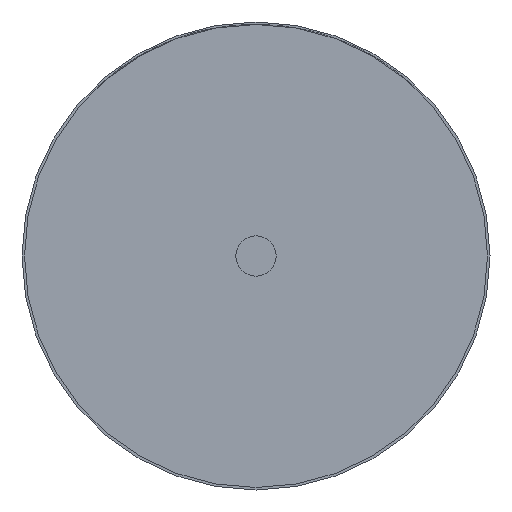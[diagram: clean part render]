
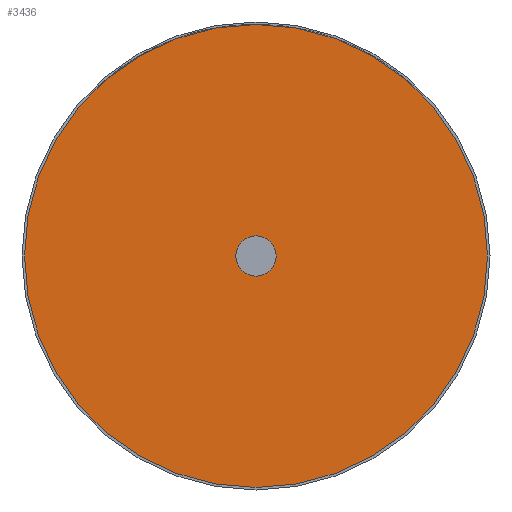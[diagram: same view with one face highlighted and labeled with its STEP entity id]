
A CAD part, front view. The second image highlights one B-rep face of the part: STEP entity #3436.
In plain terms, the highlighted planar face has unit normal (0, -1, 0).
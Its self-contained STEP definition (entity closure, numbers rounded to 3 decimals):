
#4 = DIRECTION ( 'NONE',  ( 0., 0., 1. ) ) ;
#67 = AXIS2_PLACEMENT_3D ( 'NONE', #1030, #1723, #3447 ) ;
#217 = AXIS2_PLACEMENT_3D ( 'NONE', #996, #1671, #4 ) ;
#268 = CARTESIAN_POINT ( 'NONE',  ( 0., 0., 0. ) ) ;
#348 = CIRCLE ( 'NONE', #2874, 69. ) ;
#349 = ORIENTED_EDGE ( 'NONE', *, *, #3658, .F. ) ;
#495 = ORIENTED_EDGE ( 'NONE', *, *, #2581, .F. ) ;
#529 = CARTESIAN_POINT ( 'NONE',  ( 0., 0., 0. ) ) ;
#675 = AXIS2_PLACEMENT_3D ( 'NONE', #529, #1844, #2933 ) ;
#682 = DIRECTION ( 'NONE',  ( 0., 0., 1. ) ) ;
#964 = CIRCLE ( 'NONE', #2041, 6. ) ;
#966 = EDGE_LOOP ( 'NONE', ( #2870, #2257 ) ) ;
#996 = CARTESIAN_POINT ( 'NONE',  ( 0., 0., 0. ) ) ;
#1030 = CARTESIAN_POINT ( 'NONE',  ( 0., 0., 0. ) ) ;
#1132 = FACE_OUTER_BOUND ( 'NONE', #966, .T. ) ;
#1160 = EDGE_CURVE ( 'NONE', #4241, #3180, #348, .T. ) ;
#1498 = CARTESIAN_POINT ( 'NONE',  ( 0., 0., 69. ) ) ;
#1557 = CIRCLE ( 'NONE', #217, 6. ) ;
#1656 = EDGE_LOOP ( 'NONE', ( #349, #495 ) ) ;
#1671 = DIRECTION ( 'NONE',  ( 0., -1., 0. ) ) ;
#1723 = DIRECTION ( 'NONE',  ( 0., 1., 0. ) ) ;
#1744 = CIRCLE ( 'NONE', #67, 69. ) ;
#1824 = FACE_BOUND ( 'NONE', #1656, .T. ) ;
#1844 = DIRECTION ( 'NONE',  ( 0., 1., 0. ) ) ;
#2041 = AXIS2_PLACEMENT_3D ( 'NONE', #268, #4346, #2284 ) ;
#2047 = DIRECTION ( 'NONE',  ( 0., 1., 0. ) ) ;
#2257 = ORIENTED_EDGE ( 'NONE', *, *, #1160, .F. ) ;
#2284 = DIRECTION ( 'NONE',  ( 0., 0., 1. ) ) ;
#2421 = VERTEX_POINT ( 'NONE', #4016 ) ;
#2581 = EDGE_CURVE ( 'NONE', #2421, #2854, #1557, .T. ) ;
#2736 = CARTESIAN_POINT ( 'NONE',  ( 0., 0., 0. ) ) ;
#2854 = VERTEX_POINT ( 'NONE', #2902 ) ;
#2870 = ORIENTED_EDGE ( 'NONE', *, *, #4393, .F. ) ;
#2874 = AXIS2_PLACEMENT_3D ( 'NONE', #2736, #2047, #682 ) ;
#2902 = CARTESIAN_POINT ( 'NONE',  ( 0., 0., 6. ) ) ;
#2933 = DIRECTION ( 'NONE',  ( 0., 0., 1. ) ) ;
#3125 = CARTESIAN_POINT ( 'NONE',  ( 0., 0., -69. ) ) ;
#3180 = VERTEX_POINT ( 'NONE', #3125 ) ;
#3436 = ADVANCED_FACE ( 'NONE', ( #1132, #1824 ), #3526, .F. ) ;
#3447 = DIRECTION ( 'NONE',  ( 0., 0., 1. ) ) ;
#3526 = PLANE ( 'NONE',  #675 ) ;
#3658 = EDGE_CURVE ( 'NONE', #2854, #2421, #964, .T. ) ;
#4016 = CARTESIAN_POINT ( 'NONE',  ( 0., 0., -6. ) ) ;
#4241 = VERTEX_POINT ( 'NONE', #1498 ) ;
#4346 = DIRECTION ( 'NONE',  ( 0., -1., 0. ) ) ;
#4393 = EDGE_CURVE ( 'NONE', #3180, #4241, #1744, .T. ) ;
